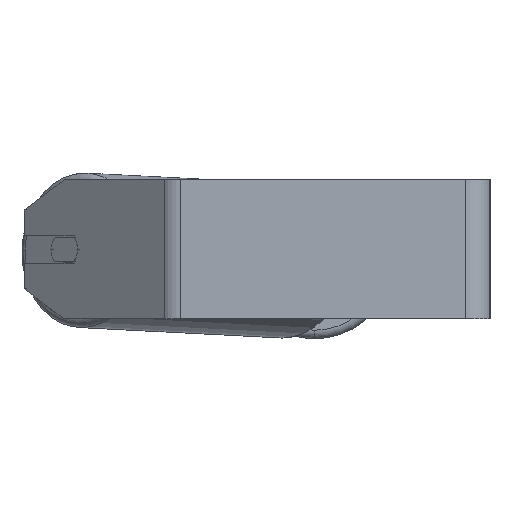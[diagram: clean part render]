
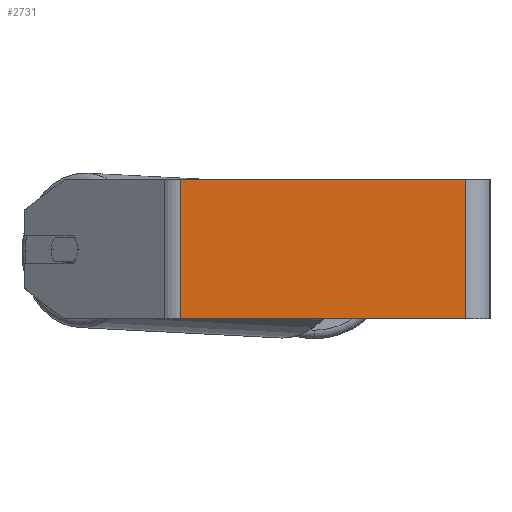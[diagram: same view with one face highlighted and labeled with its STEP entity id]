
A CAD part, left-side view. The second image highlights one B-rep face of the part: STEP entity #2731.
In plain terms, the highlighted planar face has unit normal (-1, 0, 0).
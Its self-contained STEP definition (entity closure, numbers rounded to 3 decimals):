
#532 = EDGE_LOOP ( 'NONE', ( #1605, #8320, #5248, #7900 ) ) ;
#575 = VERTEX_POINT ( 'NONE', #2131 ) ;
#711 = LINE ( 'NONE', #3312, #7396 ) ;
#1025 = VECTOR ( 'NONE', #7874, 1000. ) ;
#1255 = CARTESIAN_POINT ( 'NONE',  ( -340., 14., -40. ) ) ;
#1605 = ORIENTED_EDGE ( 'NONE', *, *, #4955, .T. ) ;
#1757 = CARTESIAN_POINT ( 'NONE',  ( -340., 178.141, 40. ) ) ;
#1904 = VERTEX_POINT ( 'NONE', #4740 ) ;
#2131 = CARTESIAN_POINT ( 'NONE',  ( -340., 178.141, -40. ) ) ;
#2572 = PLANE ( 'NONE',  #3815 ) ;
#2596 = DIRECTION ( 'NONE',  ( 0., -1., 0. ) ) ;
#2731 = ADVANCED_FACE ( 'NONE', ( #6873 ), #2572, .F. ) ;
#3164 = DIRECTION ( 'NONE',  ( 0., 0., -1. ) ) ;
#3247 = DIRECTION ( 'NONE',  ( 0., 0., -1. ) ) ;
#3270 = CARTESIAN_POINT ( 'NONE',  ( -340., 14., 40. ) ) ;
#3312 = CARTESIAN_POINT ( 'NONE',  ( -340., 183.236, -40. ) ) ;
#3390 = LINE ( 'NONE', #3270, #1025 ) ;
#3815 = AXIS2_PLACEMENT_3D ( 'NONE', #4984, #8240, #3164 ) ;
#3974 = EDGE_CURVE ( 'NONE', #7438, #575, #5672, .T. ) ;
#4017 = CARTESIAN_POINT ( 'NONE',  ( -340., 178.141, 40. ) ) ;
#4416 = VECTOR ( 'NONE', #8184, 1000. ) ;
#4740 = CARTESIAN_POINT ( 'NONE',  ( -340., 14., 40. ) ) ;
#4955 = EDGE_CURVE ( 'NONE', #575, #6138, #711, .T. ) ;
#4984 = CARTESIAN_POINT ( 'NONE',  ( -340., 183.236, 40. ) ) ;
#5248 = ORIENTED_EDGE ( 'NONE', *, *, #6430, .F. ) ;
#5445 = LINE ( 'NONE', #7550, #4416 ) ;
#5672 = LINE ( 'NONE', #1757, #6961 ) ;
#6138 = VERTEX_POINT ( 'NONE', #1255 ) ;
#6430 = EDGE_CURVE ( 'NONE', #7438, #1904, #5445, .T. ) ;
#6873 = FACE_OUTER_BOUND ( 'NONE', #532, .T. ) ;
#6961 = VECTOR ( 'NONE', #3247, 1000. ) ;
#7098 = EDGE_CURVE ( 'NONE', #1904, #6138, #3390, .T. ) ;
#7396 = VECTOR ( 'NONE', #2596, 1000. ) ;
#7438 = VERTEX_POINT ( 'NONE', #4017 ) ;
#7550 = CARTESIAN_POINT ( 'NONE',  ( -340., 183.236, 40. ) ) ;
#7874 = DIRECTION ( 'NONE',  ( 0., 0., -1. ) ) ;
#7900 = ORIENTED_EDGE ( 'NONE', *, *, #3974, .T. ) ;
#8184 = DIRECTION ( 'NONE',  ( 0., -1., 0. ) ) ;
#8240 = DIRECTION ( 'NONE',  ( 1., 0., 0. ) ) ;
#8320 = ORIENTED_EDGE ( 'NONE', *, *, #7098, .F. ) ;
